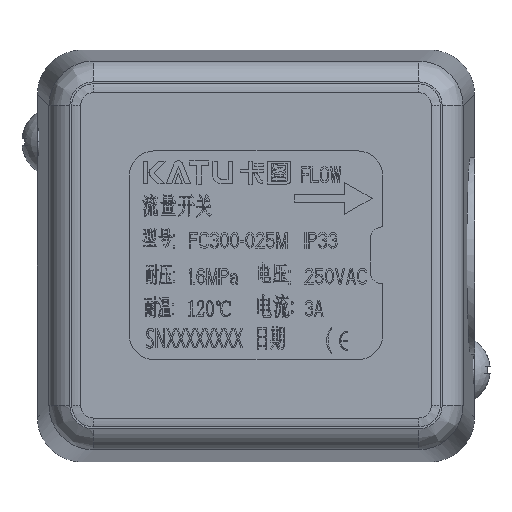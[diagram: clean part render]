
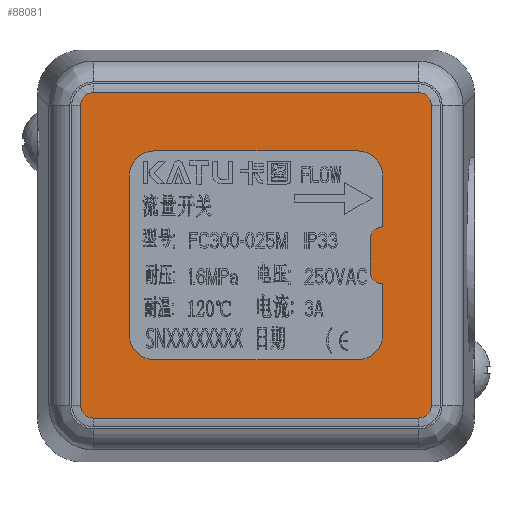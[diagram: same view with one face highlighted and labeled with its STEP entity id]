
A CAD part, top view. The second image highlights one B-rep face of the part: STEP entity #88081.
In plain terms, the highlighted planar face has unit normal (0, 0, 1).
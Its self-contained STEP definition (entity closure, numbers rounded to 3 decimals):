
#87468=DIRECTION('',(0.,-1.,0.));
#87469=VECTOR('',#87468,5.);
#87470=CARTESIAN_POINT('',(18.,2.5,57.));
#87471=LINE('',#87470,#87469);
#87550=DIRECTION('',(0.,1.,0.));
#87551=VECTOR('',#87550,47.364);
#87552=CARTESIAN_POINT('',(27.681,-23.682,
57.));
#87553=LINE('',#87552,#87551);
#87568=DIRECTION('',(1.,0.,0.));
#87569=VECTOR('',#87568,51.364);
#87570=CARTESIAN_POINT('',(-25.682,-25.681,
57.));
#87571=LINE('',#87570,#87569);
#87586=DIRECTION('',(0.,-1.,0.));
#87587=VECTOR('',#87586,47.364);
#87588=CARTESIAN_POINT('',(-27.681,23.682,
57.));
#87589=LINE('',#87588,#87587);
#87604=DIRECTION('',(-1.,0.,0.));
#87605=VECTOR('',#87604,51.364);
#87606=CARTESIAN_POINT('',(25.682,25.681,57.));
#87607=LINE('',#87606,#87605);
#87618=CARTESIAN_POINT('',(-25.683,-23.683,
57.));
#87619=DIRECTION('',(0.,0.,-1.));
#87620=DIRECTION('',(0.,-1.,0.));
#87621=AXIS2_PLACEMENT_3D('',#87618,#87619,#87620);
#87623=CARTESIAN_POINT('',(-25.683,23.683,
57.));
#87624=DIRECTION('',(0.,0.,-1.));
#87625=DIRECTION('',(-1.,0.,0.));
#87626=AXIS2_PLACEMENT_3D('',#87623,#87624,#87625);
#87628=CARTESIAN_POINT('',(25.683,23.683,57.));
#87629=DIRECTION('',(0.,0.,-1.));
#87630=DIRECTION('',(0.,1.,0.));
#87631=AXIS2_PLACEMENT_3D('',#87628,#87629,#87630);
#87633=CARTESIAN_POINT('',(25.683,-23.683,
57.));
#87634=DIRECTION('',(0.,0.,-1.));
#87635=DIRECTION('',(1.,0.,0.));
#87636=AXIS2_PLACEMENT_3D('',#87633,#87634,#87635);
#87638=CARTESIAN_POINT('',(20.,-2.5,57.));
#87639=DIRECTION('',(0.,0.,-1.));
#87640=DIRECTION('',(0.,-1.,0.));
#87641=AXIS2_PLACEMENT_3D('',#87638,#87639,#87640);
#87643=CARTESIAN_POINT('',(20.,2.5,57.));
#87644=DIRECTION('',(0.,0.,-1.));
#87645=DIRECTION('',(-1.,0.,0.));
#87646=AXIS2_PLACEMENT_3D('',#87643,#87644,#87645);
#87648=CARTESIAN_POINT('',(16.,12.5,57.));
#87649=DIRECTION('',(0.,0.,1.));
#87650=DIRECTION('',(1.,0.,0.));
#87651=AXIS2_PLACEMENT_3D('',#87648,#87649,#87650);
#87653=CARTESIAN_POINT('',(-16.,12.5,57.));
#87654=DIRECTION('',(0.,0.,1.));
#87655=DIRECTION('',(0.,1.,0.));
#87656=AXIS2_PLACEMENT_3D('',#87653,#87654,#87655);
#87658=CARTESIAN_POINT('',(-16.,-12.5,57.));
#87659=DIRECTION('',(0.,0.,1.));
#87660=DIRECTION('',(-1.,0.,0.));
#87661=AXIS2_PLACEMENT_3D('',#87658,#87659,#87660);
#87663=CARTESIAN_POINT('',(16.,-12.5,57.));
#87664=DIRECTION('',(0.,0.,1.));
#87665=DIRECTION('',(0.,-1.,0.));
#87666=AXIS2_PLACEMENT_3D('',#87663,#87664,#87665);
#87676=DIRECTION('',(0.,-1.,0.));
#87677=VECTOR('',#87676,8.);
#87678=CARTESIAN_POINT('',(20.,-4.5,57.));
#87679=LINE('',#87678,#87677);
#87688=DIRECTION('',(-1.,0.,0.));
#87689=VECTOR('',#87688,32.);
#87690=CARTESIAN_POINT('',(16.,-16.5,57.));
#87691=LINE('',#87690,#87689);
#87700=DIRECTION('',(0.,1.,0.));
#87701=VECTOR('',#87700,25.);
#87702=CARTESIAN_POINT('',(-20.,-12.5,57.));
#87703=LINE('',#87702,#87701);
#87712=DIRECTION('',(1.,0.,0.));
#87713=VECTOR('',#87712,32.);
#87714=CARTESIAN_POINT('',(-16.,16.5,57.));
#87715=LINE('',#87714,#87713);
#87724=DIRECTION('',(0.,-1.,0.));
#87725=VECTOR('',#87724,8.);
#87726=CARTESIAN_POINT('',(20.,12.5,57.));
#87727=LINE('',#87726,#87725);
#87740=CARTESIAN_POINT('',(18.,2.5,57.));
#87741=VERTEX_POINT('',#87740);
#87742=CARTESIAN_POINT('',(18.,-2.5,57.));
#87743=VERTEX_POINT('',#87742);
#87780=CARTESIAN_POINT('',(27.681,-23.682,
57.));
#87781=VERTEX_POINT('',#87780);
#87782=CARTESIAN_POINT('',(27.681,23.682,57.));
#87783=VERTEX_POINT('',#87782);
#87784=CARTESIAN_POINT('',(25.682,-25.681,
57.));
#87785=VERTEX_POINT('',#87784);
#87786=CARTESIAN_POINT('',(-25.682,-25.681,
57.));
#87787=VERTEX_POINT('',#87786);
#87788=CARTESIAN_POINT('',(-27.681,-23.682,
57.));
#87789=VERTEX_POINT('',#87788);
#87790=CARTESIAN_POINT('',(-27.681,23.682,
57.));
#87791=VERTEX_POINT('',#87790);
#87792=CARTESIAN_POINT('',(-25.682,25.681,
57.));
#87793=VERTEX_POINT('',#87792);
#87794=CARTESIAN_POINT('',(25.682,25.681,57.));
#87795=VERTEX_POINT('',#87794);
#87796=CARTESIAN_POINT('',(20.,-4.5,57.));
#87797=VERTEX_POINT('',#87796);
#87798=CARTESIAN_POINT('',(20.,4.5,57.));
#87799=VERTEX_POINT('',#87798);
#87800=CARTESIAN_POINT('',(20.,12.5,57.));
#87801=VERTEX_POINT('',#87800);
#87802=CARTESIAN_POINT('',(16.,16.5,57.));
#87803=VERTEX_POINT('',#87802);
#87804=CARTESIAN_POINT('',(-16.,16.5,57.));
#87805=VERTEX_POINT('',#87804);
#87806=CARTESIAN_POINT('',(-20.,12.5,57.));
#87807=VERTEX_POINT('',#87806);
#87808=CARTESIAN_POINT('',(-20.,-12.5,57.));
#87809=VERTEX_POINT('',#87808);
#87810=CARTESIAN_POINT('',(-16.,-16.5,57.));
#87811=VERTEX_POINT('',#87810);
#87812=CARTESIAN_POINT('',(16.,-16.5,57.));
#87813=VERTEX_POINT('',#87812);
#87814=CARTESIAN_POINT('',(20.,-12.5,57.));
#87815=VERTEX_POINT('',#87814);
#88041=CARTESIAN_POINT('',(0.,0.,57.));
#88042=DIRECTION('',(0.,0.,1.));
#88043=DIRECTION('',(1.,0.,0.));
#88044=AXIS2_PLACEMENT_3D('',#88041,#88042,#88043);
#88045=PLANE('',#88044);
#88046=ORIENTED_EDGE('',*,*,#87956,.T.);
#88047=ORIENTED_EDGE('',*,*,#87970,.F.);
#88048=ORIENTED_EDGE('',*,*,#87996,.T.);
#88049=ORIENTED_EDGE('',*,*,#88010,.F.);
#88050=ORIENTED_EDGE('',*,*,#88035,.T.);
#88051=ORIENTED_EDGE('',*,*,#87889,.F.);
#88052=ORIENTED_EDGE('',*,*,#87916,.T.);
#88053=ORIENTED_EDGE('',*,*,#87930,.F.);
#88054=EDGE_LOOP('',(#88046,#88047,#88048,#88049,#88050,#88051,#88052,#88053));
#88055=FACE_OUTER_BOUND('',#88054,.F.);
#88057=ORIENTED_EDGE('',*,*,#88056,.T.);
#88058=ORIENTED_EDGE('',*,*,#87825,.F.);
#88060=ORIENTED_EDGE('',*,*,#88059,.T.);
#88062=ORIENTED_EDGE('',*,*,#88061,.F.);
#88064=ORIENTED_EDGE('',*,*,#88063,.T.);
#88066=ORIENTED_EDGE('',*,*,#88065,.F.);
#88068=ORIENTED_EDGE('',*,*,#88067,.T.);
#88070=ORIENTED_EDGE('',*,*,#88069,.F.);
#88072=ORIENTED_EDGE('',*,*,#88071,.T.);
#88074=ORIENTED_EDGE('',*,*,#88073,.F.);
#88076=ORIENTED_EDGE('',*,*,#88075,.T.);
#88078=ORIENTED_EDGE('',*,*,#88077,.F.);
#88079=EDGE_LOOP('',(#88057,#88058,#88060,#88062,#88064,#88066,#88068,#88070,
#88072,#88074,#88076,#88078));
#88080=FACE_BOUND('',#88079,.F.);
#88081=ADVANCED_FACE('',(#88055,#88080),#88045,.T.);
#87622=CIRCLE('',#87621,1.998);
#87627=CIRCLE('',#87626,1.998);
#87632=CIRCLE('',#87631,1.998);
#87637=CIRCLE('',#87636,1.998);
#87642=CIRCLE('',#87641,2.);
#87647=CIRCLE('',#87646,2.);
#87652=CIRCLE('',#87651,4.);
#87657=CIRCLE('',#87656,4.);
#87662=CIRCLE('',#87661,4.);
#87667=CIRCLE('',#87666,4.);
#87825=EDGE_CURVE('',#87741,#87743,#87471,.T.);
#87889=EDGE_CURVE('',#87781,#87783,#87553,.T.);
#87916=EDGE_CURVE('',#87781,#87785,#87637,.T.);
#87930=EDGE_CURVE('',#87787,#87785,#87571,.T.);
#87956=EDGE_CURVE('',#87787,#87789,#87622,.T.);
#87970=EDGE_CURVE('',#87791,#87789,#87589,.T.);
#87996=EDGE_CURVE('',#87791,#87793,#87627,.T.);
#88010=EDGE_CURVE('',#87795,#87793,#87607,.T.);
#88035=EDGE_CURVE('',#87795,#87783,#87632,.T.);
#88056=EDGE_CURVE('',#87797,#87743,#87642,.T.);
#88059=EDGE_CURVE('',#87741,#87799,#87647,.T.);
#88061=EDGE_CURVE('',#87801,#87799,#87727,.T.);
#88063=EDGE_CURVE('',#87801,#87803,#87652,.T.);
#88065=EDGE_CURVE('',#87805,#87803,#87715,.T.);
#88067=EDGE_CURVE('',#87805,#87807,#87657,.T.);
#88069=EDGE_CURVE('',#87809,#87807,#87703,.T.);
#88071=EDGE_CURVE('',#87809,#87811,#87662,.T.);
#88073=EDGE_CURVE('',#87813,#87811,#87691,.T.);
#88075=EDGE_CURVE('',#87813,#87815,#87667,.T.);
#88077=EDGE_CURVE('',#87797,#87815,#87679,.T.);
